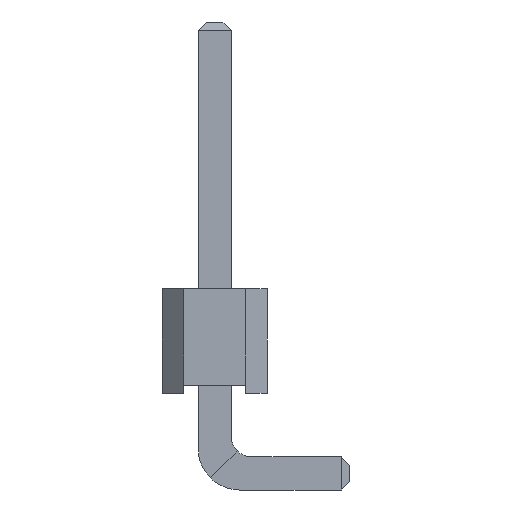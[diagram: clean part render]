
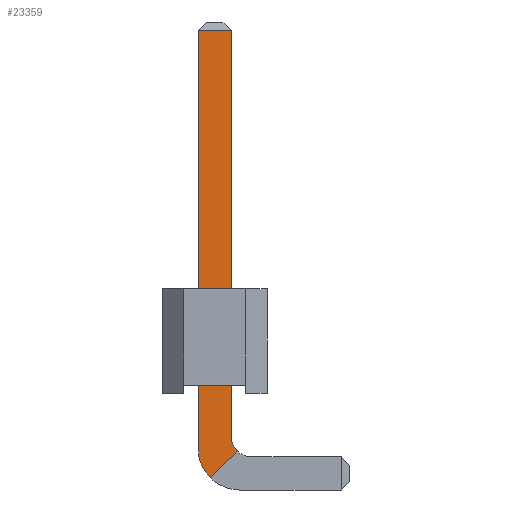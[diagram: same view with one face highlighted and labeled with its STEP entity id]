
A CAD part, front view. The second image highlights one B-rep face of the part: STEP entity #23359.
In plain terms, the highlighted planar face has unit normal (0, -1, 0).
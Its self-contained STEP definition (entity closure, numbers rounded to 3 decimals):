
#22616 = PLANE('',#22617);
#22617 = AXIS2_PLACEMENT_3D('',#22618,#22619,#22620);
#22618 = CARTESIAN_POINT('',(0.4,-45.32,9.));
#22619 = DIRECTION('',(1.,0.,0.));
#22620 = DIRECTION('',(0.,-1.,0.));
#22649 = CYLINDRICAL_SURFACE('',#22650,0.5);
#22650 = AXIS2_PLACEMENT_3D('',#22651,#22652,#22653);
#22651 = CARTESIAN_POINT('',(0.9,-45.32,-1.04));
#22652 = DIRECTION('',(0.,-1.,0.));
#22653 = DIRECTION('',(-1.,0.,0.));
#22710 = CYLINDRICAL_SURFACE('',#22711,1.);
#22711 = AXIS2_PLACEMENT_3D('',#22712,#22713,#22714);
#22712 = CARTESIAN_POINT('',(0.6,-45.32,-1.34));
#22713 = DIRECTION('',(-0.,-1.,0.));
#22714 = DIRECTION('',(-1.,0.,0.));
#22738 = PLANE('',#22739);
#22739 = AXIS2_PLACEMENT_3D('',#22740,#22741,#22742);
#22740 = CARTESIAN_POINT('',(-0.4,-46.12,9.));
#22741 = DIRECTION('',(-1.,0.,0.));
#22742 = DIRECTION('',(0.,1.,0.));
#22781 = VERTEX_POINT('',#22782);
#22782 = CARTESIAN_POINT('',(0.4,-46.12,8.8));
#22808 = EDGE_CURVE('',#22781,#22809,#22811,.T.);
#22809 = VERTEX_POINT('',#22810);
#22810 = CARTESIAN_POINT('',(0.4,-46.12,-1.04));
#22811 = SURFACE_CURVE('',#22812,(#22816,#22823),.PCURVE_S1.);
#22812 = LINE('',#22813,#22814);
#22813 = CARTESIAN_POINT('',(0.4,-46.12,9.));
#22814 = VECTOR('',#22815,1.);
#22815 = DIRECTION('',(0.,0.,-1.));
#22816 = PCURVE('',#22616,#22817);
#22817 = DEFINITIONAL_REPRESENTATION('',(#22818),#22822);
#22818 = LINE('',#22819,#22820);
#22819 = CARTESIAN_POINT('',(0.8,0.));
#22820 = VECTOR('',#22821,1.);
#22821 = DIRECTION('',(0.,1.));
#22822 = ( GEOMETRIC_REPRESENTATION_CONTEXT(2) 
PARAMETRIC_REPRESENTATION_CONTEXT() REPRESENTATION_CONTEXT('2D SPACE',''
  ) );
#22823 = PCURVE('',#22824,#22829);
#22824 = PLANE('',#22825);
#22825 = AXIS2_PLACEMENT_3D('',#22826,#22827,#22828);
#22826 = CARTESIAN_POINT('',(0.4,-46.12,9.));
#22827 = DIRECTION('',(-0.,-1.,0.));
#22828 = DIRECTION('',(-1.,0.,0.));
#22829 = DEFINITIONAL_REPRESENTATION('',(#22830),#22834);
#22830 = LINE('',#22831,#22832);
#22831 = CARTESIAN_POINT('',(0.,0.));
#22832 = VECTOR('',#22833,1.);
#22833 = DIRECTION('',(0.,1.));
#22834 = ( GEOMETRIC_REPRESENTATION_CONTEXT(2) 
PARAMETRIC_REPRESENTATION_CONTEXT() REPRESENTATION_CONTEXT('2D SPACE',''
  ) );
#22999 = VERTEX_POINT('',#23000);
#23000 = CARTESIAN_POINT('',(0.546,-46.12,-1.394));
#23015 = PLANE('',#23016);
#23016 = AXIS2_PLACEMENT_3D('',#23017,#23018,#23019);
#23017 = CARTESIAN_POINT('',(0.,-46.12,-1.54));
#23018 = DIRECTION('',(0.,-1.,0.));
#23019 = DIRECTION('',(0.,0.,-1.));
#23027 = EDGE_CURVE('',#22809,#22999,#23028,.T.);
#23028 = SURFACE_CURVE('',#23029,(#23034,#23041),.PCURVE_S1.);
#23029 = CIRCLE('',#23030,0.5);
#23030 = AXIS2_PLACEMENT_3D('',#23031,#23032,#23033);
#23031 = CARTESIAN_POINT('',(0.9,-46.12,-1.04));
#23032 = DIRECTION('',(0.,-1.,0.));
#23033 = DIRECTION('',(0.,0.,-1.));
#23034 = PCURVE('',#22649,#23035);
#23035 = DEFINITIONAL_REPRESENTATION('',(#23036),#23040);
#23036 = LINE('',#23037,#23038);
#23037 = CARTESIAN_POINT('',(-4.712,0.8));
#23038 = VECTOR('',#23039,1.);
#23039 = DIRECTION('',(1.,0.));
#23040 = ( GEOMETRIC_REPRESENTATION_CONTEXT(2) 
PARAMETRIC_REPRESENTATION_CONTEXT() REPRESENTATION_CONTEXT('2D SPACE',''
  ) );
#23041 = PCURVE('',#22824,#23042);
#23042 = DEFINITIONAL_REPRESENTATION('',(#23043),#23047);
#23043 = CIRCLE('',#23044,0.5);
#23044 = AXIS2_PLACEMENT_2D('',#23045,#23046);
#23045 = CARTESIAN_POINT('',(-0.5,10.04));
#23046 = DIRECTION('',(0.,1.));
#23047 = ( GEOMETRIC_REPRESENTATION_CONTEXT(2) 
PARAMETRIC_REPRESENTATION_CONTEXT() REPRESENTATION_CONTEXT('2D SPACE',''
  ) );
#23053 = EDGE_CURVE('',#23054,#23056,#23058,.T.);
#23054 = VERTEX_POINT('',#23055);
#23055 = CARTESIAN_POINT('',(-0.4,-46.12,8.8));
#23056 = VERTEX_POINT('',#23057);
#23057 = CARTESIAN_POINT('',(-0.4,-46.12,-1.34));
#23058 = SURFACE_CURVE('',#23059,(#23063,#23070),.PCURVE_S1.);
#23059 = LINE('',#23060,#23061);
#23060 = CARTESIAN_POINT('',(-0.4,-46.12,9.));
#23061 = VECTOR('',#23062,1.);
#23062 = DIRECTION('',(0.,0.,-1.));
#23063 = PCURVE('',#22738,#23064);
#23064 = DEFINITIONAL_REPRESENTATION('',(#23065),#23069);
#23065 = LINE('',#23066,#23067);
#23066 = CARTESIAN_POINT('',(0.,0.));
#23067 = VECTOR('',#23068,1.);
#23068 = DIRECTION('',(0.,1.));
#23069 = ( GEOMETRIC_REPRESENTATION_CONTEXT(2) 
PARAMETRIC_REPRESENTATION_CONTEXT() REPRESENTATION_CONTEXT('2D SPACE',''
  ) );
#23070 = PCURVE('',#22824,#23071);
#23071 = DEFINITIONAL_REPRESENTATION('',(#23072),#23076);
#23072 = LINE('',#23073,#23074);
#23073 = CARTESIAN_POINT('',(0.8,0.));
#23074 = VECTOR('',#23075,1.);
#23075 = DIRECTION('',(0.,1.));
#23076 = ( GEOMETRIC_REPRESENTATION_CONTEXT(2) 
PARAMETRIC_REPRESENTATION_CONTEXT() REPRESENTATION_CONTEXT('2D SPACE',''
  ) );
#23260 = VERTEX_POINT('',#23261);
#23261 = CARTESIAN_POINT('',(-0.107,-46.12,-2.047));
#23283 = EDGE_CURVE('',#23056,#23260,#23284,.T.);
#23284 = SURFACE_CURVE('',#23285,(#23290,#23297),.PCURVE_S1.);
#23285 = CIRCLE('',#23286,1.);
#23286 = AXIS2_PLACEMENT_3D('',#23287,#23288,#23289);
#23287 = CARTESIAN_POINT('',(0.6,-46.12,-1.34));
#23288 = DIRECTION('',(0.,-1.,0.));
#23289 = DIRECTION('',(0.,0.,-1.));
#23290 = PCURVE('',#22710,#23291);
#23291 = DEFINITIONAL_REPRESENTATION('',(#23292),#23296);
#23292 = LINE('',#23293,#23294);
#23293 = CARTESIAN_POINT('',(-4.712,0.8));
#23294 = VECTOR('',#23295,1.);
#23295 = DIRECTION('',(1.,0.));
#23296 = ( GEOMETRIC_REPRESENTATION_CONTEXT(2) 
PARAMETRIC_REPRESENTATION_CONTEXT() REPRESENTATION_CONTEXT('2D SPACE',''
  ) );
#23297 = PCURVE('',#22824,#23298);
#23298 = DEFINITIONAL_REPRESENTATION('',(#23299),#23303);
#23299 = CIRCLE('',#23300,1.);
#23300 = AXIS2_PLACEMENT_2D('',#23301,#23302);
#23301 = CARTESIAN_POINT('',(-0.2,10.34));
#23302 = DIRECTION('',(0.,1.));
#23303 = ( GEOMETRIC_REPRESENTATION_CONTEXT(2) 
PARAMETRIC_REPRESENTATION_CONTEXT() REPRESENTATION_CONTEXT('2D SPACE',''
  ) );
#23327 = PLANE('',#23328);
#23328 = AXIS2_PLACEMENT_3D('',#23329,#23330,#23331);
#23329 = CARTESIAN_POINT('',(0.4,-46.02,8.9));
#23330 = DIRECTION('',(0.,-0.707,0.707
    ));
#23331 = DIRECTION('',(-1.,0.,0.));
#23359 = ADVANCED_FACE('',(#23360),#22824,.T.);
#23360 = FACE_BOUND('',#23361,.T.);
#23361 = EDGE_LOOP('',(#23362,#23363,#23384,#23385,#23386,#23407));
#23362 = ORIENTED_EDGE('',*,*,#22808,.F.);
#23363 = ORIENTED_EDGE('',*,*,#23364,.T.);
#23364 = EDGE_CURVE('',#22781,#23054,#23365,.T.);
#23365 = SURFACE_CURVE('',#23366,(#23370,#23377),.PCURVE_S1.);
#23366 = LINE('',#23367,#23368);
#23367 = CARTESIAN_POINT('',(0.4,-46.12,8.8));
#23368 = VECTOR('',#23369,1.);
#23369 = DIRECTION('',(-1.,0.,0.));
#23370 = PCURVE('',#22824,#23371);
#23371 = DEFINITIONAL_REPRESENTATION('',(#23372),#23376);
#23372 = LINE('',#23373,#23374);
#23373 = CARTESIAN_POINT('',(0.,0.2));
#23374 = VECTOR('',#23375,1.);
#23375 = DIRECTION('',(1.,0.));
#23376 = ( GEOMETRIC_REPRESENTATION_CONTEXT(2) 
PARAMETRIC_REPRESENTATION_CONTEXT() REPRESENTATION_CONTEXT('2D SPACE',''
  ) );
#23377 = PCURVE('',#23327,#23378);
#23378 = DEFINITIONAL_REPRESENTATION('',(#23379),#23383);
#23379 = LINE('',#23380,#23381);
#23380 = CARTESIAN_POINT('',(0.,0.141));
#23381 = VECTOR('',#23382,1.);
#23382 = DIRECTION('',(1.,0.));
#23383 = ( GEOMETRIC_REPRESENTATION_CONTEXT(2) 
PARAMETRIC_REPRESENTATION_CONTEXT() REPRESENTATION_CONTEXT('2D SPACE',''
  ) );
#23384 = ORIENTED_EDGE('',*,*,#23053,.T.);
#23385 = ORIENTED_EDGE('',*,*,#23283,.T.);
#23386 = ORIENTED_EDGE('',*,*,#23387,.F.);
#23387 = EDGE_CURVE('',#22999,#23260,#23388,.T.);
#23388 = SURFACE_CURVE('',#23389,(#23393,#23400),.PCURVE_S1.);
#23389 = LINE('',#23390,#23391);
#23390 = CARTESIAN_POINT('',(0.4,-46.12,-1.54));
#23391 = VECTOR('',#23392,1.);
#23392 = DIRECTION('',(-0.707,0.,
    -0.707));
#23393 = PCURVE('',#22824,#23394);
#23394 = DEFINITIONAL_REPRESENTATION('',(#23395),#23399);
#23395 = LINE('',#23396,#23397);
#23396 = CARTESIAN_POINT('',(0.,10.54));
#23397 = VECTOR('',#23398,1.);
#23398 = DIRECTION('',(0.707,0.707));
#23399 = ( GEOMETRIC_REPRESENTATION_CONTEXT(2) 
PARAMETRIC_REPRESENTATION_CONTEXT() REPRESENTATION_CONTEXT('2D SPACE',''
  ) );
#23400 = PCURVE('',#23015,#23401);
#23401 = DEFINITIONAL_REPRESENTATION('',(#23402),#23406);
#23402 = LINE('',#23403,#23404);
#23403 = CARTESIAN_POINT('',(0.,0.4));
#23404 = VECTOR('',#23405,1.);
#23405 = DIRECTION('',(0.707,-0.707));
#23406 = ( GEOMETRIC_REPRESENTATION_CONTEXT(2) 
PARAMETRIC_REPRESENTATION_CONTEXT() REPRESENTATION_CONTEXT('2D SPACE',''
  ) );
#23407 = ORIENTED_EDGE('',*,*,#23027,.F.);
